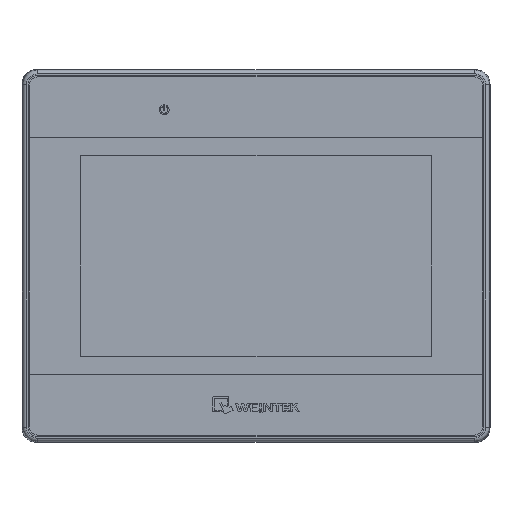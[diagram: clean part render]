
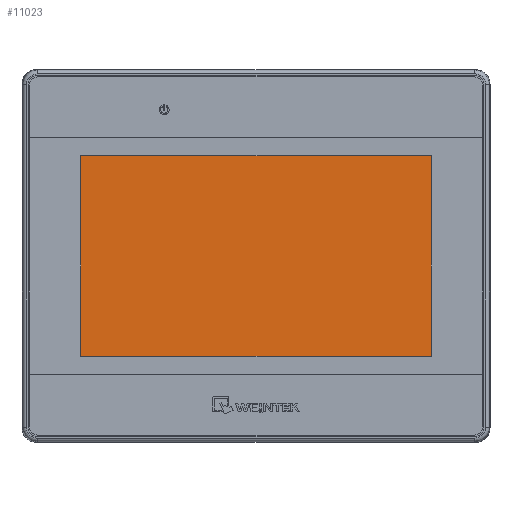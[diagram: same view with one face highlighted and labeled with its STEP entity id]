
A CAD part, top view. The second image highlights one B-rep face of the part: STEP entity #11023.
In plain terms, the highlighted planar face has unit normal (0, 0, 1).
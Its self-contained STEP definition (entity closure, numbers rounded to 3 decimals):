
#741 = ORIENTED_EDGE ( 'NONE', *, *, #12421, .F. ) ;
#900 = ORIENTED_EDGE ( 'NONE', *, *, #12418, .F. ) ;
#11023 = ADVANCED_FACE ( 'NONE', ( #42335 ), #42338, .T. ) ;
#12181 = EDGE_CURVE ( 'NONE', #32979, #32931, #28535, .T. ) ;
#12379 = EDGE_CURVE ( 'NONE', #32931, #32830, #28831, .T. ) ;
#12418 = EDGE_CURVE ( 'NONE', #32795, #32979, #28946, .T. ) ;
#12421 = EDGE_CURVE ( 'NONE', #32830, #32795, #28962, .T. ) ;
#17682 = VECTOR ( 'NONE', #28551, 1000. ) ;
#21197 = ORIENTED_EDGE ( 'NONE', *, *, #12181, .F. ) ;
#21239 = ORIENTED_EDGE ( 'NONE', *, *, #12379, .F. ) ;
#24111 = CARTESIAN_POINT ( 'NONE',  ( 47.875, 27.45, -0.32 ) ) ;
#24194 = CARTESIAN_POINT ( 'NONE',  ( -47.875, 27.45, -0.32 ) ) ;
#26859 = CARTESIAN_POINT ( 'NONE',  ( -47.875, -27.45, -0.32 ) ) ;
#26894 = CARTESIAN_POINT ( 'NONE',  ( 47.875, -27.45, -0.32 ) ) ;
#28523 = CARTESIAN_POINT ( 'NONE',  ( -59.675, 27.45, -0.32 ) ) ;
#28535 = LINE ( 'NONE', #28523, #17682 ) ;
#28551 = DIRECTION ( 'NONE',  ( 1., 0., 0. ) ) ;
#28831 = LINE ( 'NONE', #28837, #38847 ) ;
#28837 = CARTESIAN_POINT ( 'NONE',  ( 47.875, 46.675, -0.32 ) ) ;
#28838 = DIRECTION ( 'NONE',  ( 0., -1., 0. ) ) ;
#28946 = LINE ( 'NONE', #28947, #38974 ) ;
#28947 = CARTESIAN_POINT ( 'NONE',  ( -47.875, 46.675, -0.32 ) ) ;
#28956 = DIRECTION ( 'NONE',  ( 0., 1., 0. ) ) ;
#28962 = LINE ( 'NONE', #28963, #38971 ) ;
#28963 = CARTESIAN_POINT ( 'NONE',  ( -59.675, -27.45, -0.32 ) ) ;
#28964 = DIRECTION ( 'NONE',  ( -1., 0., 0. ) ) ;
#32795 = VERTEX_POINT ( 'NONE', #26859 ) ;
#32830 = VERTEX_POINT ( 'NONE', #26894 ) ;
#32931 = VERTEX_POINT ( 'NONE', #24111 ) ;
#32979 = VERTEX_POINT ( 'NONE', #24194 ) ;
#33960 = EDGE_LOOP ( 'NONE', ( #900, #741, #21239, #21197 ) ) ;
#38847 = VECTOR ( 'NONE', #28838, 1000. ) ;
#38971 = VECTOR ( 'NONE', #28964, 1000. ) ;
#38974 = VECTOR ( 'NONE', #28956, 1000. ) ;
#42330 = CARTESIAN_POINT ( 'NONE',  ( -59.675, 46.675, -0.32 ) ) ;
#42335 = FACE_OUTER_BOUND ( 'NONE', #33960, .T. ) ;
#42338 = PLANE ( 'NONE',  #44829 ) ;
#42346 = DIRECTION ( 'NONE',  ( 0., 0., 1. ) ) ;
#42349 = DIRECTION ( 'NONE',  ( 1., 0., 0. ) ) ;
#44829 = AXIS2_PLACEMENT_3D ( 'NONE', #42330, #42346, #42349 ) ;
